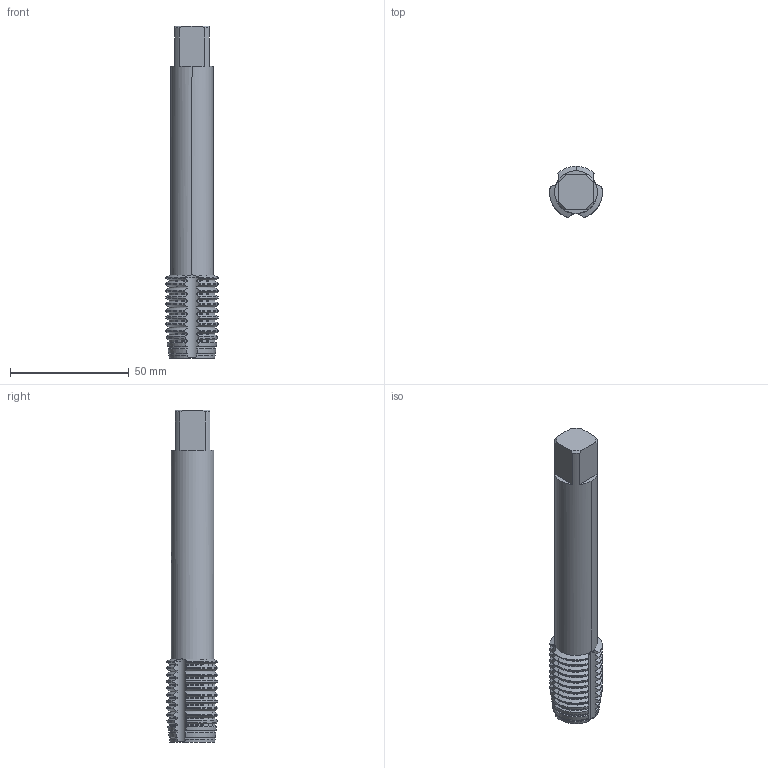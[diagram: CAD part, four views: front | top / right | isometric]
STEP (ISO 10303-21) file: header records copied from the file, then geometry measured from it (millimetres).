
FILE_DESCRIPTION(('no description'),'unknown implementation level');
FILE_NAME('solidq1lCrRd5DRz3omcN6jR50J8f8vA_1.STP',' ',('CIM GmbH Aachen'),('CADClick - KiM GmbH - www.kimweb.de'),'unknown preprocess','ACIS','unknown authorization');
FILE_SCHEMA(('automotive_design'));
Length unit declared in the file: millimetre
Products named in the file (2): 1; 2
Bounding box: 22.23 x 21.77 x 140 mm (x, y, z)
Volume: 36944 mm3; surface area: 13613.5 mm2
Topology: 2 solids, 2 shells, 288 faces, 797 edges, 513 vertices
Faces by surface type: cone 152, cylinder 116, plane 17, torus 3
Entity records: 19960 total; most frequent: CARTESIAN_POINT 3835, STYLED_ITEM 1600, PRESENTATION_STYLE_ASSIGNMENT 1600, COLOUR_RGB 1600, ORIENTED_EDGE 1594, DIRECTION 1494, EDGE_CURVE 797, CURVE_STYLE 797
